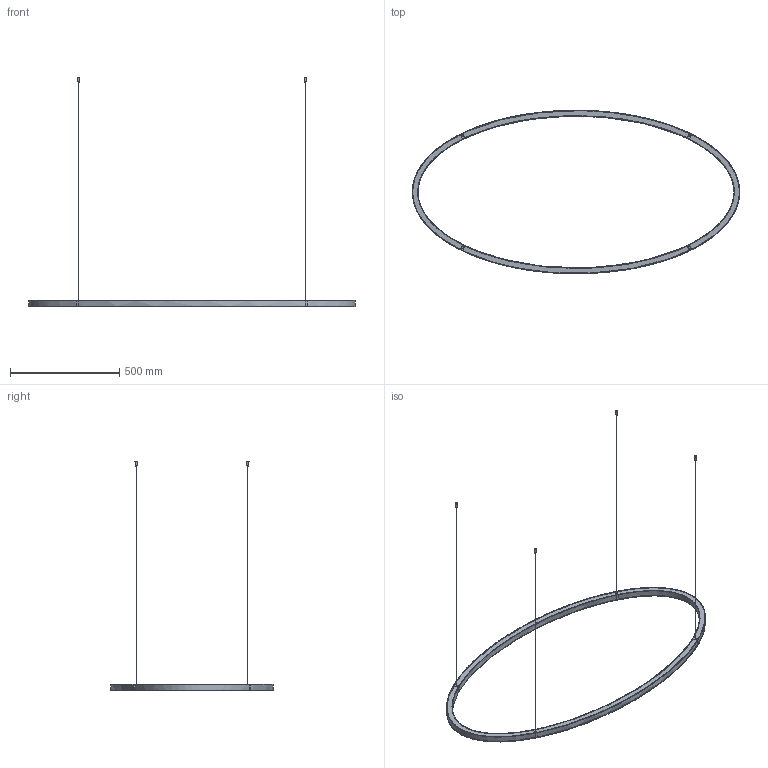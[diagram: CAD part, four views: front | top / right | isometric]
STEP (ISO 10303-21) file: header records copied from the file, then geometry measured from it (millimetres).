
FILE_DESCRIPTION(/* description */ (''),/* implementation_level */ '2;1');
FILE_NAME(/* name */ 'Oleant_EO150x75_Eclipse_Out_150x75.stp',/* time_stamp */ '2022-04-16T23:15:53+02:00',/* author */ ('Omnitek 2000'),/* organization */ (''),/* preprocessor_version */ 'ST-DEVELOPER v18',/* originating_system */ 'Autodesk Inventor 2020',/* authorisation */ '');
FILE_SCHEMA (('AUTOMOTIVE_DESIGN { 1 0 10303 214 3 1 1 }'));
Length unit declared in the file: millimetre
Products named in the file (5): olala; frame; frame_1; cable; ceiling_mount
Assembly tree (10 placements, depth 2):
  olala
    frame
    frame_1
    cable  x4
    ceiling_mount  x4
Bounding box: 1499.94 x 749.82 x 1053 mm (x, y, z)
Volume: 2436547.3 mm3; surface area: 932516.2 mm2
Topology: 10 solids, 10 shells, 89 faces, 187 edges, 138 vertices
Faces by surface type: plane 48, cylinder 20, bspline 13, torus 8
Full cylindrical faces by diameter (mm): 1.2 x4, 3 x4, 4 x4, 9 x4, 11 x4
Entity records: 13695 total; most frequent: CARTESIAN_POINT 12292, DIRECTION 236, ORIENTED_EDGE 216, EDGE_CURVE 108, AXIS2_PLACEMENT_3D 100, VERTEX_POINT 72, EDGE_LOOP 66, FACE_OUTER_BOUND 53
